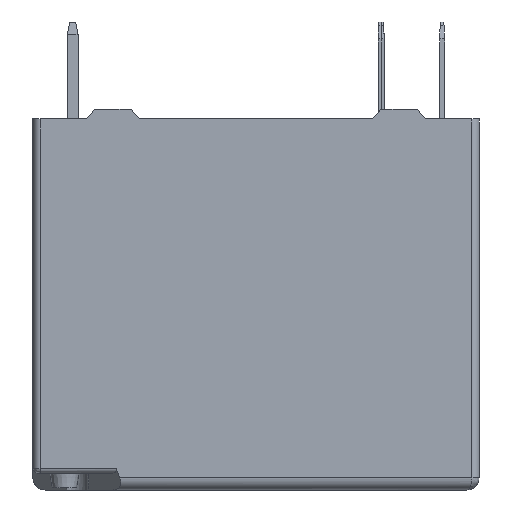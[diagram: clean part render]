
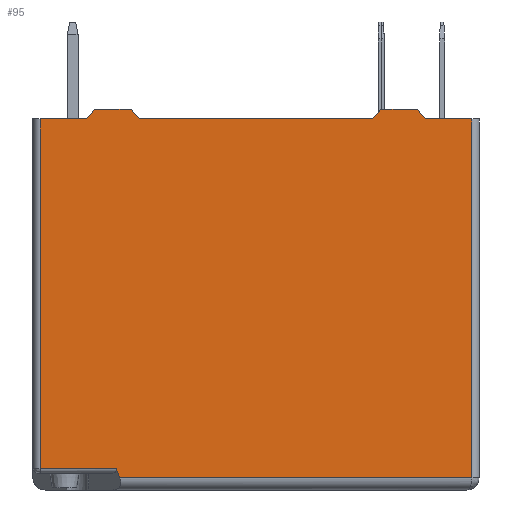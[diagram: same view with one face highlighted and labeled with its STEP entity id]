
A CAD part, front view. The second image highlights one B-rep face of the part: STEP entity #95.
In plain terms, the highlighted planar face has unit normal (0, -1, 0).
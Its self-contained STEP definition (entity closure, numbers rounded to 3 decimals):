
#95=ADVANCED_FACE('',(#399),#400,.T.);
#399=FACE_OUTER_BOUND('',#1000,.T.);
#400=PLANE('',#1001);
#1000=EDGE_LOOP('',(#1886,#1887,#1888,#1889,#1890,#1891,#1892,#1893,#1894,#1895,#1896,#1897,#1898,#1899));
#1001=AXIS2_PLACEMENT_3D('',#1900,#1901,#1902);
#1886=ORIENTED_EDGE('',*,*,#4220,.T.);
#1887=ORIENTED_EDGE('',*,*,#4221,.T.);
#1888=ORIENTED_EDGE('',*,*,#4222,.T.);
#1889=ORIENTED_EDGE('',*,*,#4223,.T.);
#1890=ORIENTED_EDGE('',*,*,#4224,.T.);
#1891=ORIENTED_EDGE('',*,*,#4225,.T.);
#1892=ORIENTED_EDGE('',*,*,#4226,.T.);
#1893=ORIENTED_EDGE('',*,*,#4227,.T.);
#1894=ORIENTED_EDGE('',*,*,#4228,.F.);
#1895=ORIENTED_EDGE('',*,*,#4229,.T.);
#1896=ORIENTED_EDGE('',*,*,#4230,.F.);
#1897=ORIENTED_EDGE('',*,*,#4231,.T.);
#1898=ORIENTED_EDGE('',*,*,#4232,.F.);
#1899=ORIENTED_EDGE('',*,*,#4233,.F.);
#1900=CARTESIAN_POINT('',(6.185,-5.1,19.476));
#1901=DIRECTION('',(0.0,-1.0,0.0));
#1902=DIRECTION('',(0.0,0.0,-1.0));
#4220=EDGE_CURVE('',#5032,#5033,#5034,.T.);
#4221=EDGE_CURVE('',#5033,#5035,#5036,.T.);
#4222=EDGE_CURVE('',#5035,#5037,#5038,.T.);
#4223=EDGE_CURVE('',#5037,#5039,#5040,.T.);
#4224=EDGE_CURVE('',#5039,#5041,#5042,.T.);
#4225=EDGE_CURVE('',#5041,#5043,#5044,.T.);
#4226=EDGE_CURVE('',#5043,#5045,#5046,.T.);
#4227=EDGE_CURVE('',#5045,#5047,#5048,.T.);
#4228=EDGE_CURVE('',#5049,#5047,#5050,.T.);
#4229=EDGE_CURVE('',#5049,#5051,#5052,.T.);
#4230=EDGE_CURVE('',#5053,#5051,#5054,.T.);
#4231=EDGE_CURVE('',#5053,#5055,#5056,.T.);
#4232=EDGE_CURVE('',#5057,#5055,#5058,.T.);
#4233=EDGE_CURVE('',#5032,#5057,#5059,.T.);
#5032=VERTEX_POINT('',#6310);
#5033=VERTEX_POINT('',#6311);
#5034=LINE('',#6312,#6313);
#5035=VERTEX_POINT('',#6314);
#5036=LINE('',#6315,#6316);
#5037=VERTEX_POINT('',#6317);
#5038=LINE('',#6318,#6319);
#5039=VERTEX_POINT('',#6320);
#5040=LINE('',#6321,#6322);
#5041=VERTEX_POINT('',#6323);
#5042=LINE('',#6324,#6325);
#5043=VERTEX_POINT('',#6326);
#5044=LINE('',#6327,#6328);
#5045=VERTEX_POINT('',#6329);
#5046=LINE('',#6330,#6331);
#5047=VERTEX_POINT('',#6332);
#5048=LINE('',#6333,#6334);
#5049=VERTEX_POINT('',#6335);
#5050=LINE('',#6336,#6337);
#5051=VERTEX_POINT('',#6338);
#5052=LINE('',#6339,#6340);
#5053=VERTEX_POINT('',#6341);
#5054=LINE('',#6342,#6343);
#5055=VERTEX_POINT('',#6344);
#5056=LINE('',#6345,#6346);
#5057=VERTEX_POINT('',#6347);
#5058=LINE('',#6348,#6349);
#5059=LINE('',#6350,#6351);
#6310=CARTESIAN_POINT('',(-0.465,-5.1,19.876));
#6311=CARTESIAN_POINT('',(-0.799,-5.1,19.476));
#6312=CARTESIAN_POINT('',(-0.465,-5.1,19.876));
#6313=VECTOR('',#8130,1.0);
#6314=CARTESIAN_POINT('',(-2.715,-5.1,19.476));
#6315=CARTESIAN_POINT('',(6.185,-5.1,19.476));
#6316=VECTOR('',#8131,1.0);
#6317=CARTESIAN_POINT('',(-2.715,-5.1,5.076));
#6318=CARTESIAN_POINT('',(-2.715,-5.1,19.476));
#6319=VECTOR('',#8132,1.0);
#6320=CARTESIAN_POINT('',(0.404,-5.1,5.076));
#6321=CARTESIAN_POINT('',(6.185,-5.1,5.076));
#6322=VECTOR('',#8133,1.0);
#6323=CARTESIAN_POINT('',(0.566,-5.1,4.676));
#6324=CARTESIAN_POINT('',(-3.787,-5.1,15.447));
#6325=VECTOR('',#8134,1.0);
#6326=CARTESIAN_POINT('',(15.085,-5.1,4.676));
#6327=CARTESIAN_POINT('',(6.185,-5.1,4.676));
#6328=VECTOR('',#8135,1.0);
#6329=CARTESIAN_POINT('',(15.085,-5.1,19.476));
#6330=CARTESIAN_POINT('',(15.085,-5.1,19.476));
#6331=VECTOR('',#8136,1.0);
#6332=CARTESIAN_POINT('',(13.168,-5.1,19.476));
#6333=CARTESIAN_POINT('',(6.185,-5.1,19.476));
#6334=VECTOR('',#8137,1.0);
#6335=CARTESIAN_POINT('',(12.835,-5.1,19.876));
#6336=CARTESIAN_POINT('',(12.835,-5.1,19.876));
#6337=VECTOR('',#8138,1.0);
#6338=CARTESIAN_POINT('',(11.335,-5.1,19.876));
#6339=CARTESIAN_POINT('',(13.835,-5.1,19.876));
#6340=VECTOR('',#8139,1.0);
#6341=CARTESIAN_POINT('',(11.001,-5.1,19.476));
#6342=CARTESIAN_POINT('',(10.835,-5.1,19.276));
#6343=VECTOR('',#8140,1.0);
#6344=CARTESIAN_POINT('',(1.368,-5.1,19.476));
#6345=CARTESIAN_POINT('',(6.185,-5.1,19.476));
#6346=VECTOR('',#8141,1.0);
#6347=CARTESIAN_POINT('',(1.035,-5.1,19.876));
#6348=CARTESIAN_POINT('',(1.035,-5.1,19.876));
#6349=VECTOR('',#8142,1.0);
#6350=CARTESIAN_POINT('',(-1.465,-5.1,19.876));
#6351=VECTOR('',#8143,1.0);
#8130=DIRECTION('',(-0.64,0.0,-0.768));
#8131=DIRECTION('',(-1.0,0.0,0.0));
#8132=DIRECTION('',(0.0,0.0,-1.0));
#8133=DIRECTION('',(1.0,0.0,0.0));
#8134=DIRECTION('',(0.375,0.0,-0.927));
#8135=DIRECTION('',(1.0,0.0,0.0));
#8136=DIRECTION('',(0.0,0.0,1.0));
#8137=DIRECTION('',(-1.0,0.0,0.0));
#8138=DIRECTION('',(0.64,0.0,-0.768));
#8139=DIRECTION('',(-1.0,0.,0.0));
#8140=DIRECTION('',(0.64,0.0,0.768));
#8141=DIRECTION('',(-1.0,0.0,0.0));
#8142=DIRECTION('',(0.64,0.0,-0.768));
#8143=DIRECTION('',(1.0,0.,0.0));
